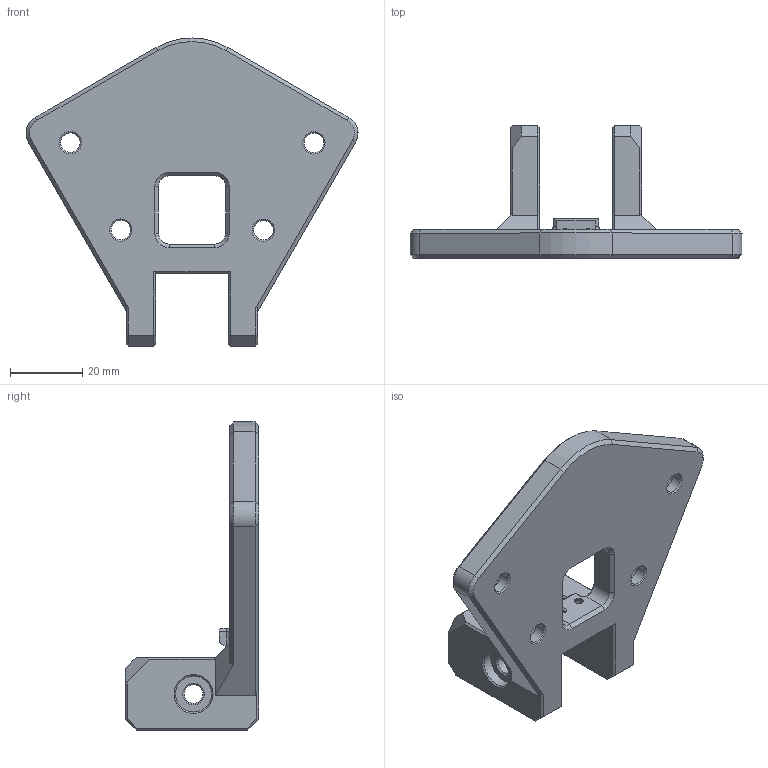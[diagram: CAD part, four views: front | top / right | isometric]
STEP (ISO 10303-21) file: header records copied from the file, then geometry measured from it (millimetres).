
FILE_DESCRIPTION(/* description */ (''),/* implementation_level */ '2;1');
FILE_NAME(/* name */ 'Endstop Mount.stp',/* time_stamp */ '2024-08-09T23:40:47-06:00',/* author */ ('PC'),/* organization */ (''),/* preprocessor_version */ 'ST-DEVELOPER v20',/* originating_system */ 'Autodesk Inventor 2025',/* authorisation */ '');
FILE_SCHEMA (('AUTOMOTIVE_DESIGN { 1 0 10303 214 3 1 1 }'));
Length unit declared in the file: millimetre
Products named in the file (1): Endstop Mount
Bounding box: 92.14 x 37 x 85.5 mm (x, y, z)
Volume: 41293.5 mm3; surface area: 15245.3 mm2
Topology: 1 solids, 1 shells, 158 faces, 371 edges, 223 vertices
Faces by surface type: plane 93, cone 30, cylinder 25, bspline 10
Full cylindrical faces by diameter (mm): 1.7 x2, 5.2 x2, 5.4 x4, 10 x6
Entity records: 4867 total; most frequent: CARTESIAN_POINT 1209, ORIENTED_EDGE 742, DIRECTION 721, EDGE_CURVE 371, LINE 275, VECTOR 275, VERTEX_POINT 223, AXIS2_PLACEMENT_3D 223
